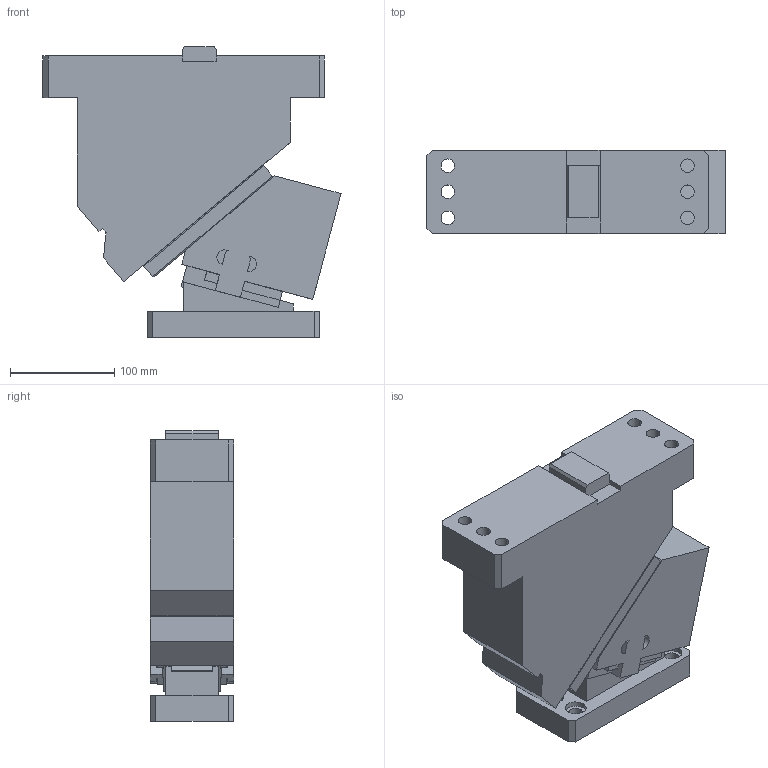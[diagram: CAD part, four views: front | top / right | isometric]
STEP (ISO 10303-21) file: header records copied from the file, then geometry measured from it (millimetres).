
FILE_DESCRIPTION(('CATIA V5 STEP Exchange'),'2;1');
FILE_NAME('CACC_80_15.stp','2015-04-21T12:51:47+00:00',('none'),('none'),'CATIA Version 5 Release 19 SP 2 (IN-10)','CATIA V5 STEP AP203','none');
FILE_SCHEMA(('CONFIG_CONTROL_DESIGN'));
Length unit declared in the file: millimetre
Products named in the file (1): CACC_80_15
Bounding box: 285.93 x 80 x 279 mm (x, y, z)
Volume: 3924566.8 mm3; surface area: 326636.5 mm2
Topology: 3 solids, 6 shells, 267 faces, 704 edges, 455 vertices
Faces by surface type: plane 196, cylinder 64, cone 6, extrusion 1
Entity records: 8485 total; most frequent: CARTESIAN_POINT 2146, ORIENTED_EDGE 1396, DIRECTION 1077, EDGE_CURVE 698, VECTOR 561, LINE 560, VERTEX_POINT 455, EDGE_LOOP 305
